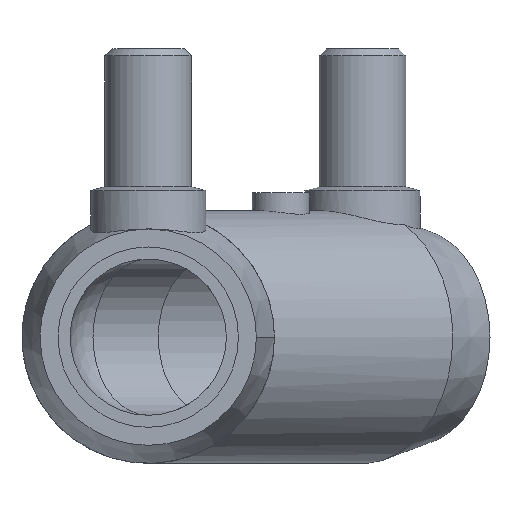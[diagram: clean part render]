
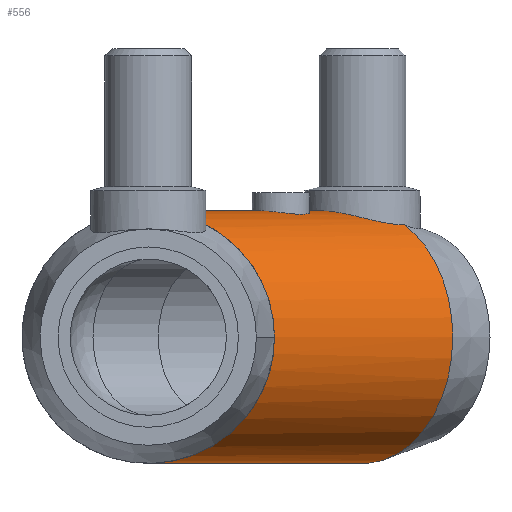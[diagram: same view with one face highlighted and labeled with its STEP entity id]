
A CAD part, front view. The second image highlights one B-rep face of the part: STEP entity #556.
In plain terms, the highlighted cylindrical face has radius 17.5 mm (diameter 35 mm), a full revolution.
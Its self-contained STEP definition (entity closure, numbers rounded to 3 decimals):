
#19=ELLIPSE('',#644,18.942,17.5);
#20=ELLIPSE('',#646,18.942,17.5);
#36=CYLINDRICAL_SURFACE('',#648,17.5);
#44=FACE_BOUND('',#140,.T.);
#93=FACE_OUTER_BOUND('',#139,.T.);
#139=EDGE_LOOP('',(#491,#492,#493,#494,#495,#496,#497,#498,#499));
#140=EDGE_LOOP('',(#500,#501));
#148=B_SPLINE_CURVE_WITH_KNOTS('',3,(#898,#899,#900,#901,#902,#903,#904,
#905,#906,#907,#908,#909,#910,#911,#912,#913,#914,#915,#916,#917,#918,#919,
#920,#921,#922,#923,#924,#925,#926,#927),.UNSPECIFIED.,.F.,.F.,(4,2,2,2,
2,2,2,2,2,2,2,2,2,2,4),(0.,0.151,0.303,0.454,
0.605,0.756,0.907,1.059,1.21,
1.361,1.513,1.664,1.815,1.966,
2.118),.UNSPECIFIED.);
#149=B_SPLINE_CURVE_WITH_KNOTS('',3,(#928,#929,#930,#931,#932,#933),
 .UNSPECIFIED.,.F.,.F.,(4,2,4),(2.118,2.269,2.42),
 .UNSPECIFIED.);
#151=B_SPLINE_CURVE_WITH_KNOTS('',3,(#981,#982,#983,#984,#985,#986,#987,
#988,#989,#990,#991,#992,#993,#994,#995,#996,#997,#998,#999,#1000,#1001),
 .UNSPECIFIED.,.F.,.F.,(4,3,2,2,2,2,2,2,2,4),(4.882,4.902,
5.209,5.515,5.821,6.128,6.434,
6.74,7.046,7.353),.UNSPECIFIED.);
#153=B_SPLINE_CURVE_WITH_KNOTS('',3,(#1026,#1027,#1028,#1029),
 .UNSPECIFIED.,.F.,.F.,(4,4),(7.353,7.373),
 .UNSPECIFIED.);
#179=CIRCLE('',#622,17.5);
#180=CIRCLE('',#623,17.5);
#192=CIRCLE('',#649,17.5);
#217=LINE('',#1148,#241);
#241=VECTOR('',#828,17.5);
#256=VERTEX_POINT('',#895);
#257=VERTEX_POINT('',#897);
#261=VERTEX_POINT('',#978);
#262=VERTEX_POINT('',#980);
#263=VERTEX_POINT('',#1002);
#273=VERTEX_POINT('',#1064);
#285=VERTEX_POINT('',#1139);
#286=VERTEX_POINT('',#1140);
#287=VERTEX_POINT('',#1144);
#308=EDGE_CURVE('',#257,#256,#148,.T.);
#309=EDGE_CURVE('',#256,#257,#149,.T.);
#315=EDGE_CURVE('',#262,#261,#151,.T.);
#317=EDGE_CURVE('',#261,#263,#153,.T.);
#334=EDGE_CURVE('',#273,#263,#179,.T.);
#335=EDGE_CURVE('',#262,#273,#180,.T.);
#355=EDGE_CURVE('',#285,#286,#19,.T.);
#358=EDGE_CURVE('',#286,#287,#20,.T.);
#360=EDGE_CURVE('',#273,#286,#217,.T.);
#361=EDGE_CURVE('',#285,#287,#192,.T.);
#491=ORIENTED_EDGE('',*,*,#315,.T.);
#492=ORIENTED_EDGE('',*,*,#317,.T.);
#493=ORIENTED_EDGE('',*,*,#334,.F.);
#494=ORIENTED_EDGE('',*,*,#360,.T.);
#495=ORIENTED_EDGE('',*,*,#355,.F.);
#496=ORIENTED_EDGE('',*,*,#361,.T.);
#497=ORIENTED_EDGE('',*,*,#358,.F.);
#498=ORIENTED_EDGE('',*,*,#360,.F.);
#499=ORIENTED_EDGE('',*,*,#335,.F.);
#500=ORIENTED_EDGE('',*,*,#308,.T.);
#501=ORIENTED_EDGE('',*,*,#309,.T.);
#556=ADVANCED_FACE('',(#93,#44),#36,.T.);
#622=AXIS2_PLACEMENT_3D('',#1066,#766,#767);
#623=AXIS2_PLACEMENT_3D('',#1067,#768,#769);
#644=AXIS2_PLACEMENT_3D('',#1141,#817,#818);
#646=AXIS2_PLACEMENT_3D('',#1145,#822,#823);
#648=AXIS2_PLACEMENT_3D('',#1147,#826,#827);
#649=AXIS2_PLACEMENT_3D('',#1149,#829,#830);
#766=DIRECTION('center_axis',(0.707,0.707,0.));
#767=DIRECTION('ref_axis',(0.707,-0.707,0.));
#768=DIRECTION('center_axis',(0.707,0.707,0.));
#769=DIRECTION('ref_axis',(0.707,-0.707,0.));
#817=DIRECTION('center_axis',(-0.383,-0.924,0.));
#818=DIRECTION('ref_axis',(-0.924,0.383,0.));
#822=DIRECTION('center_axis',(-0.383,-0.924,0.));
#823=DIRECTION('ref_axis',(-0.924,0.383,0.));
#826=DIRECTION('center_axis',(0.707,0.707,0.));
#827=DIRECTION('ref_axis',(-0.707,0.707,0.));
#828=DIRECTION('',(-0.707,-0.707,0.));
#829=DIRECTION('center_axis',(0.707,0.707,0.));
#830=DIRECTION('ref_axis',(-0.707,0.707,0.));
#895=CARTESIAN_POINT('',(22.385,31.185,17.27));
#897=CARTESIAN_POINT('',(21.213,28.356,17.037));
#898=CARTESIAN_POINT('Ctrl Pts',(21.213,28.356,17.037));
#899=CARTESIAN_POINT('Ctrl Pts',(20.857,28.,17.037));
#900=CARTESIAN_POINT('Ctrl Pts',(20.406,27.692,17.061));
#901=CARTESIAN_POINT('Ctrl Pts',(19.42,27.285,17.15));
#902=CARTESIAN_POINT('Ctrl Pts',(18.886,27.185,17.212));
#903=CARTESIAN_POINT('Ctrl Pts',(17.884,27.185,17.328));
#904=CARTESIAN_POINT('Ctrl Pts',(17.349,27.285,17.389));
#905=CARTESIAN_POINT('Ctrl Pts',(16.364,27.692,17.476));
#906=CARTESIAN_POINT('Ctrl Pts',(15.913,28.,17.5));
#907=CARTESIAN_POINT('Ctrl Pts',(15.2,28.713,17.5));
#908=CARTESIAN_POINT('Ctrl Pts',(14.892,29.164,17.476));
#909=CARTESIAN_POINT('Ctrl Pts',(14.485,30.149,17.389));
#910=CARTESIAN_POINT('Ctrl Pts',(14.385,30.684,17.328));
#911=CARTESIAN_POINT('Ctrl Pts',(14.385,31.686,17.212));
#912=CARTESIAN_POINT('Ctrl Pts',(14.485,32.22,17.15));
#913=CARTESIAN_POINT('Ctrl Pts',(14.892,33.206,17.061));
#914=CARTESIAN_POINT('Ctrl Pts',(15.2,33.657,17.037));
#915=CARTESIAN_POINT('Ctrl Pts',(15.913,34.37,17.037));
#916=CARTESIAN_POINT('Ctrl Pts',(16.364,34.678,17.061));
#917=CARTESIAN_POINT('Ctrl Pts',(17.349,35.085,17.15));
#918=CARTESIAN_POINT('Ctrl Pts',(17.884,35.185,17.212));
#919=CARTESIAN_POINT('Ctrl Pts',(18.886,35.185,17.328));
#920=CARTESIAN_POINT('Ctrl Pts',(19.42,35.085,17.389));
#921=CARTESIAN_POINT('Ctrl Pts',(20.406,34.678,17.476));
#922=CARTESIAN_POINT('Ctrl Pts',(20.857,34.37,17.5));
#923=CARTESIAN_POINT('Ctrl Pts',(21.57,33.657,17.5));
#924=CARTESIAN_POINT('Ctrl Pts',(21.878,33.206,17.476));
#925=CARTESIAN_POINT('Ctrl Pts',(22.285,32.22,17.389));
#926=CARTESIAN_POINT('Ctrl Pts',(22.385,31.686,17.328));
#927=CARTESIAN_POINT('Ctrl Pts',(22.385,31.185,17.27));
#928=CARTESIAN_POINT('Ctrl Pts',(22.385,31.185,17.27));
#929=CARTESIAN_POINT('Ctrl Pts',(22.385,30.684,17.212));
#930=CARTESIAN_POINT('Ctrl Pts',(22.285,30.149,17.15));
#931=CARTESIAN_POINT('Ctrl Pts',(21.878,29.164,17.061));
#932=CARTESIAN_POINT('Ctrl Pts',(21.57,28.713,17.037));
#933=CARTESIAN_POINT('Ctrl Pts',(21.213,28.356,17.037));
#978=CARTESIAN_POINT('',(24.042,48.155,15.564));
#980=CARTESIAN_POINT('',(35.495,36.985,15.566));
#981=CARTESIAN_POINT('Ctrl Pts',(35.495,36.985,15.566));
#982=CARTESIAN_POINT('Ctrl Pts',(35.449,36.936,15.565));
#983=CARTESIAN_POINT('Ctrl Pts',(35.402,36.889,15.564));
#984=CARTESIAN_POINT('Ctrl Pts',(35.355,36.842,15.564));
#985=CARTESIAN_POINT('Ctrl Pts',(34.633,36.119,15.564));
#986=CARTESIAN_POINT('Ctrl Pts',(33.724,35.503,15.676));
#987=CARTESIAN_POINT('Ctrl Pts',(31.754,34.694,16.058));
#988=CARTESIAN_POINT('Ctrl Pts',(30.692,34.498,16.32));
#989=CARTESIAN_POINT('Ctrl Pts',(28.707,34.498,16.8));
#990=CARTESIAN_POINT('Ctrl Pts',(27.644,34.694,17.05));
#991=CARTESIAN_POINT('Ctrl Pts',(25.672,35.504,17.402));
#992=CARTESIAN_POINT('Ctrl Pts',(24.763,36.12,17.5));
#993=CARTESIAN_POINT('Ctrl Pts',(23.32,37.563,17.5));
#994=CARTESIAN_POINT('Ctrl Pts',(22.704,38.472,17.402));
#995=CARTESIAN_POINT('Ctrl Pts',(21.894,40.444,17.05));
#996=CARTESIAN_POINT('Ctrl Pts',(21.698,41.507,16.8));
#997=CARTESIAN_POINT('Ctrl Pts',(21.698,43.492,16.32));
#998=CARTESIAN_POINT('Ctrl Pts',(21.894,44.554,16.058));
#999=CARTESIAN_POINT('Ctrl Pts',(22.703,46.524,15.676));
#1000=CARTESIAN_POINT('Ctrl Pts',(23.319,47.433,15.564));
#1001=CARTESIAN_POINT('Ctrl Pts',(24.042,48.155,15.564));
#1002=CARTESIAN_POINT('',(24.185,48.295,15.566));
#1026=CARTESIAN_POINT('Ctrl Pts',(24.042,48.155,15.564));
#1027=CARTESIAN_POINT('Ctrl Pts',(24.089,48.202,15.564));
#1028=CARTESIAN_POINT('Ctrl Pts',(24.136,48.249,15.565));
#1029=CARTESIAN_POINT('Ctrl Pts',(24.185,48.295,15.566));
#1064=CARTESIAN_POINT('',(42.214,30.266,0.));
#1066=CARTESIAN_POINT('Origin',(29.84,42.64,0.));
#1067=CARTESIAN_POINT('Origin',(29.84,42.64,0.));
#1139=CARTESIAN_POINT('',(0.,12.8,-17.5));
#1140=CARTESIAN_POINT('',(17.5,5.551,0.));
#1141=CARTESIAN_POINT('Origin',(0.,12.8,0.));
#1144=CARTESIAN_POINT('',(0.,12.8,17.5));
#1145=CARTESIAN_POINT('Origin',(0.,12.8,0.));
#1147=CARTESIAN_POINT('Origin',(14.92,27.72,0.));
#1148=CARTESIAN_POINT('',(27.294,15.346,0.));
#1149=CARTESIAN_POINT('Origin',(0.,12.8,0.));
